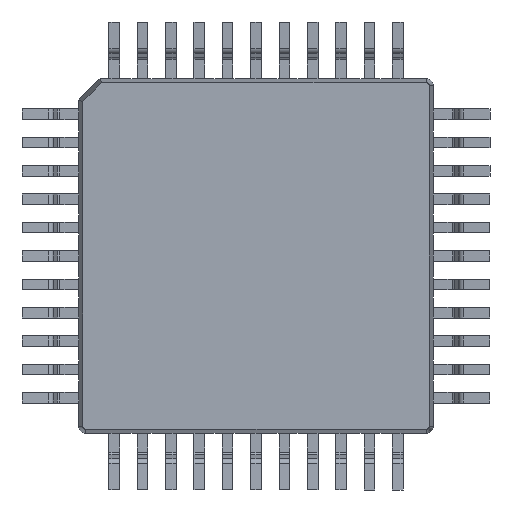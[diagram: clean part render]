
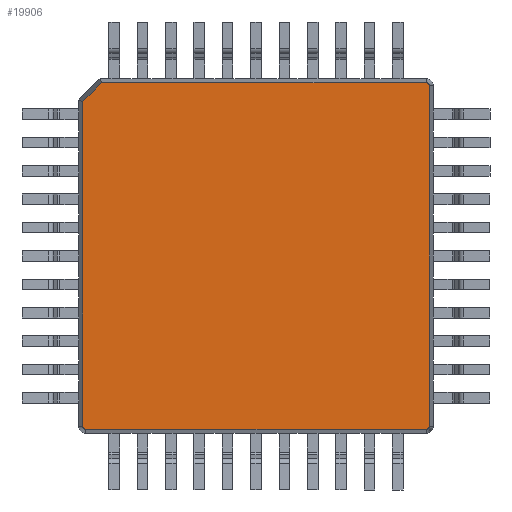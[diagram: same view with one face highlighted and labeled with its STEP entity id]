
A CAD part, front view. The second image highlights one B-rep face of the part: STEP entity #19906.
In plain terms, the highlighted planar face has unit normal (0, -1, 0).
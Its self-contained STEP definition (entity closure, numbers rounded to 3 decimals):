
#210 = CARTESIAN_POINT ( 'NONE',  ( 4.887, 0.25, 4.8 ) ) ;
#274 = EDGE_CURVE ( 'NONE', #25575, #17561, #13737, .T. ) ;
#372 = LINE ( 'NONE', #15491, #12459 ) ;
#706 = EDGE_CURVE ( 'NONE', #24018, #8602, #22986, .T. ) ;
#846 = CARTESIAN_POINT ( 'NONE',  ( -4.887, 0.25, -4.8 ) ) ;
#978 = PLANE ( 'NONE',  #20831 ) ;
#1298 = EDGE_CURVE ( 'NONE', #10830, #27394, #8756, .T. ) ;
#2243 = CARTESIAN_POINT ( 'NONE',  ( -4.887, 0.25, 5. ) ) ;
#3364 = DIRECTION ( 'NONE',  ( 0., -1., 0. ) ) ;
#3844 = CARTESIAN_POINT ( 'NONE',  ( 4.8, 0.25, 4.887 ) ) ;
#4125 = ORIENTED_EDGE ( 'NONE', *, *, #24916, .T. ) ;
#4729 = VECTOR ( 'NONE', #15098, 1000. ) ;
#5448 = DIRECTION ( 'NONE',  ( 0., -1., 0. ) ) ;
#5802 = CARTESIAN_POINT ( 'NONE',  ( -5., 0.25, 4.887 ) ) ;
#5918 = CARTESIAN_POINT ( 'NONE',  ( 4.8, 0.25, 4.8 ) ) ;
#6647 = AXIS2_PLACEMENT_3D ( 'NONE', #21244, #5448, #16804 ) ;
#7698 = LINE ( 'NONE', #2243, #25220 ) ;
#8211 = DIRECTION ( 'NONE',  ( 0., 0., 1. ) ) ;
#8221 = CARTESIAN_POINT ( 'NONE',  ( -4.353, 0.25, 4.887 ) ) ;
#8501 = EDGE_CURVE ( 'NONE', #11177, #24018, #20038, .T. ) ;
#8602 = VERTEX_POINT ( 'NONE', #210 ) ;
#8714 = DIRECTION ( 'NONE',  ( 1., 0., 0. ) ) ;
#8756 = LINE ( 'NONE', #22976, #14132 ) ;
#8859 = DIRECTION ( 'NONE',  ( 0., -1., 0. ) ) ;
#9378 = ORIENTED_EDGE ( 'NONE', *, *, #1298, .T. ) ;
#9669 = CIRCLE ( 'NONE', #16063, 0.087 ) ;
#9801 = AXIS2_PLACEMENT_3D ( 'NONE', #22563, #8859, #24838 ) ;
#10830 = VERTEX_POINT ( 'NONE', #8221 ) ;
#11177 = VERTEX_POINT ( 'NONE', #12182 ) ;
#11668 = CARTESIAN_POINT ( 'NONE',  ( 4.887, 0.25, -4.8 ) ) ;
#11965 = DIRECTION ( 'NONE',  ( -1., 0., 0. ) ) ;
#12092 = ORIENTED_EDGE ( 'NONE', *, *, #706, .T. ) ;
#12182 = CARTESIAN_POINT ( 'NONE',  ( 4.8, 0.25, -4.887 ) ) ;
#12459 = VECTOR ( 'NONE', #8714, 1000. ) ;
#12698 = ORIENTED_EDGE ( 'NONE', *, *, #17502, .T. ) ;
#13469 = EDGE_LOOP ( 'NONE', ( #12092, #17831, #12698, #9378, #18620, #26053, #4125, #22732 ) ) ;
#13737 = CIRCLE ( 'NONE', #6647, 0.087 ) ;
#14132 = VECTOR ( 'NONE', #25349, 1000. ) ;
#15098 = DIRECTION ( 'NONE',  ( 0., 0., 1. ) ) ;
#15491 = CARTESIAN_POINT ( 'NONE',  ( -5., 0.25, -4.887 ) ) ;
#16063 = AXIS2_PLACEMENT_3D ( 'NONE', #5918, #21902, #8211 ) ;
#16804 = DIRECTION ( 'NONE',  ( 0., 0., 1. ) ) ;
#17035 = CARTESIAN_POINT ( 'NONE',  ( -5., 0.25, 5. ) ) ;
#17502 = EDGE_CURVE ( 'NONE', #22632, #10830, #18850, .T. ) ;
#17561 = VERTEX_POINT ( 'NONE', #19170 ) ;
#17831 = ORIENTED_EDGE ( 'NONE', *, *, #21368, .T. ) ;
#17987 = CARTESIAN_POINT ( 'NONE',  ( -4.887, 0.25, 4.353 ) ) ;
#18171 = DIRECTION ( 'NONE',  ( 0., 0., -1. ) ) ;
#18620 = ORIENTED_EDGE ( 'NONE', *, *, #25854, .T. ) ;
#18850 = LINE ( 'NONE', #5802, #24214 ) ;
#19170 = CARTESIAN_POINT ( 'NONE',  ( -4.8, 0.25, -4.887 ) ) ;
#19331 = DIRECTION ( 'NONE',  ( 0., 0., -1. ) ) ;
#19906 = ADVANCED_FACE ( 'NONE', ( #26716 ), #978, .T. ) ;
#20038 = CIRCLE ( 'NONE', #9801, 0.087 ) ;
#20831 = AXIS2_PLACEMENT_3D ( 'NONE', #17035, #3364, #19331 ) ;
#21244 = CARTESIAN_POINT ( 'NONE',  ( -4.8, 0.25, -4.8 ) ) ;
#21368 = EDGE_CURVE ( 'NONE', #8602, #22632, #9669, .T. ) ;
#21902 = DIRECTION ( 'NONE',  ( 0., -1., 0. ) ) ;
#22113 = CARTESIAN_POINT ( 'NONE',  ( 4.887, 0.25, 5. ) ) ;
#22563 = CARTESIAN_POINT ( 'NONE',  ( 4.8, 0.25, -4.8 ) ) ;
#22632 = VERTEX_POINT ( 'NONE', #3844 ) ;
#22732 = ORIENTED_EDGE ( 'NONE', *, *, #8501, .T. ) ;
#22976 = CARTESIAN_POINT ( 'NONE',  ( -4.353, 0.25, 4.887 ) ) ;
#22986 = LINE ( 'NONE', #22113, #4729 ) ;
#24018 = VERTEX_POINT ( 'NONE', #11668 ) ;
#24214 = VECTOR ( 'NONE', #11965, 1000. ) ;
#24838 = DIRECTION ( 'NONE',  ( 0., 0., 1. ) ) ;
#24916 = EDGE_CURVE ( 'NONE', #17561, #11177, #372, .T. ) ;
#25220 = VECTOR ( 'NONE', #18171, 1000. ) ;
#25349 = DIRECTION ( 'NONE',  ( -0.707, 0., -0.707 ) ) ;
#25575 = VERTEX_POINT ( 'NONE', #846 ) ;
#25854 = EDGE_CURVE ( 'NONE', #27394, #25575, #7698, .T. ) ;
#26053 = ORIENTED_EDGE ( 'NONE', *, *, #274, .T. ) ;
#26716 = FACE_OUTER_BOUND ( 'NONE', #13469, .T. ) ;
#27394 = VERTEX_POINT ( 'NONE', #17987 ) ;
